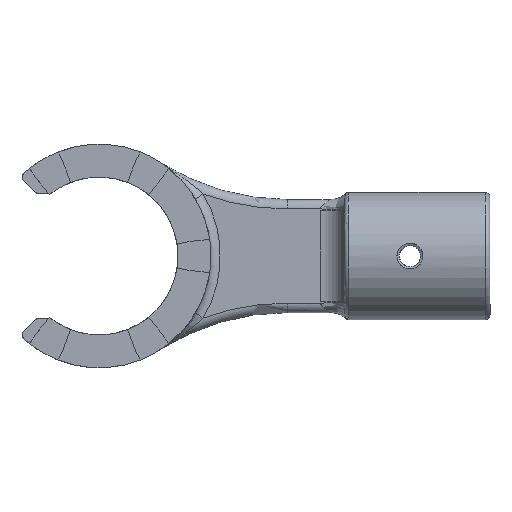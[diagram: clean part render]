
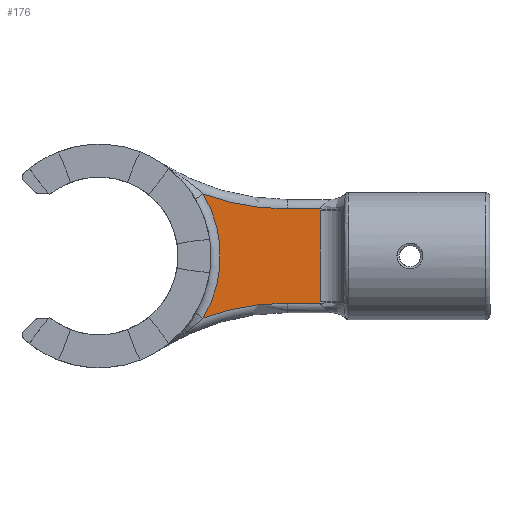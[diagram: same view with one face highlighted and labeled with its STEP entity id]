
A CAD part, top view. The second image highlights one B-rep face of the part: STEP entity #176.
In plain terms, the highlighted planar face has unit normal (0, 0, 1).
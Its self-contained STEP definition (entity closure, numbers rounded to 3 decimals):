
#176 = ADVANCED_FACE( '', ( #406 ), #407, .F. );
#406 = FACE_OUTER_BOUND( '', #1934, .T. );
#407 = PLANE( '', #1935 );
#1934 = EDGE_LOOP( '', ( #3244, #3245, #3246, #3247, #3248, #3249, #3250, #3251 ) );
#1935 = AXIS2_PLACEMENT_3D( '', #3252, #3253, #3254 );
#3244 = ORIENTED_EDGE( '', *, *, #3858, .T. );
#3245 = ORIENTED_EDGE( '', *, *, #3859, .T. );
#3246 = ORIENTED_EDGE( '', *, *, #3854, .T. );
#3247 = ORIENTED_EDGE( '', *, *, #3764, .T. );
#3248 = ORIENTED_EDGE( '', *, *, #3860, .T. );
#3249 = ORIENTED_EDGE( '', *, *, #3861, .T. );
#3250 = ORIENTED_EDGE( '', *, *, #3862, .T. );
#3251 = ORIENTED_EDGE( '', *, *, #3863, .T. );
#3252 = CARTESIAN_POINT( '', ( -20.062, 62., 6. ) );
#3253 = DIRECTION( '', ( 0., 0., -1. ) );
#3254 = DIRECTION( '', ( -1., 0., 0. ) );
#3764 = EDGE_CURVE( '', #4105, #4102, #4106, .T. );
#3854 = EDGE_CURVE( '', #4249, #4105, #4250, .T. );
#3858 = EDGE_CURVE( '', #4254, #3996, #4255, .T. );
#3859 = EDGE_CURVE( '', #3996, #4249, #4256, .T. );
#3860 = EDGE_CURVE( '', #4102, #4257, #4258, .T. );
#3861 = EDGE_CURVE( '', #4257, #4075, #4259, .T. );
#3862 = EDGE_CURVE( '', #4075, #4260, #4261, .T. );
#3863 = EDGE_CURVE( '', #4260, #4254, #4262, .T. );
#3996 = VERTEX_POINT( '', #4420 );
#4075 = VERTEX_POINT( '', #4999 );
#4102 = VERTEX_POINT( '', #5139 );
#4105 = VERTEX_POINT( '', #5142 );
#4106 = B_SPLINE_CURVE_WITH_KNOTS( '', 3, ( #5143, #5144, #5145, #5146 ), .UNSPECIFIED., .F., .F., ( 4, 4 ), ( 0., 0. ), .UNSPECIFIED. );
#4249 = VERTEX_POINT( '', #5621 );
#4250 = LINE( '', #5622, #5623 );
#4254 = VERTEX_POINT( '', #5628 );
#4255 = LINE( '', #5629, #5630 );
#4256 = B_SPLINE_CURVE_WITH_KNOTS( '', 3, ( #5631, #5632, #5633, #5634 ), .UNSPECIFIED., .F., .F., ( 4, 4 ), ( 0., 0. ), .UNSPECIFIED. );
#4257 = VERTEX_POINT( '', #5635 );
#4258 = LINE( '', #5636, #5637 );
#4259 = CIRCLE( '', #5638, 52. );
#4260 = VERTEX_POINT( '', #5639 );
#4261 = CIRCLE( '', #5640, 25.75 );
#4262 = CIRCLE( '', #5641, 52. );
#4420 = CARTESIAN_POINT( '', ( -12.992, -10., 6. ) );
#4999 = CARTESIAN_POINT( '', ( -37.854, 13.139, 6. ) );
#5139 = CARTESIAN_POINT( '', ( -12.992, 10., 6. ) );
#5142 = CARTESIAN_POINT( '', ( -13., 9.605, 6. ) );
#5143 = CARTESIAN_POINT( '', ( -13., 9.605, 6. ) );
#5144 = CARTESIAN_POINT( '', ( -13., 9.737, 6. ) );
#5145 = CARTESIAN_POINT( '', ( -12.997, 9.868, 6. ) );
#5146 = CARTESIAN_POINT( '', ( -12.992, 10., 6. ) );
#5621 = CARTESIAN_POINT( '', ( -13., -9.605, 6. ) );
#5622 = CARTESIAN_POINT( '', ( -13., 10., 6. ) );
#5623 = VECTOR( '', #6463, 1000. );
#5628 = CARTESIAN_POINT( '', ( -20.062, -10., 6. ) );
#5629 = CARTESIAN_POINT( '', ( -20.062, -10., 6. ) );
#5630 = VECTOR( '', #6468, 1000. );
#5631 = CARTESIAN_POINT( '', ( -12.992, -10., 6. ) );
#5632 = CARTESIAN_POINT( '', ( -12.997, -9.868, 6. ) );
#5633 = CARTESIAN_POINT( '', ( -13., -9.737, 6. ) );
#5634 = CARTESIAN_POINT( '', ( -13., -9.605, 6. ) );
#5635 = CARTESIAN_POINT( '', ( -20.062, 10., 6. ) );
#5636 = CARTESIAN_POINT( '', ( -20.062, 10., 6. ) );
#5637 = VECTOR( '', #6469, 1000. );
#5638 = AXIS2_PLACEMENT_3D( '', #6470, #6471, #6472 );
#5639 = CARTESIAN_POINT( '', ( -37.854, -13.139, 6. ) );
#5640 = AXIS2_PLACEMENT_3D( '', #6473, #6474, #6475 );
#5641 = AXIS2_PLACEMENT_3D( '', #6476, #6477, #6478 );
#6463 = DIRECTION( '', ( 0., 1., 0. ) );
#6468 = DIRECTION( '', ( 1., 0., 0. ) );
#6469 = DIRECTION( '', ( -1., 0., 0. ) );
#6470 = CARTESIAN_POINT( '', ( -20.062, 62., 6. ) );
#6471 = DIRECTION( '', ( 0., 0., -1. ) );
#6472 = DIRECTION( '', ( -1., 0., 0. ) );
#6473 = CARTESIAN_POINT( '', ( -60., 0., 6. ) );
#6474 = DIRECTION( '', ( 0., 0., -1. ) );
#6475 = DIRECTION( '', ( -1., 0., 0. ) );
#6476 = CARTESIAN_POINT( '', ( -20.062, -62., 6. ) );
#6477 = DIRECTION( '', ( 0., 0., -1. ) );
#6478 = DIRECTION( '', ( -1., 0., 0. ) );
